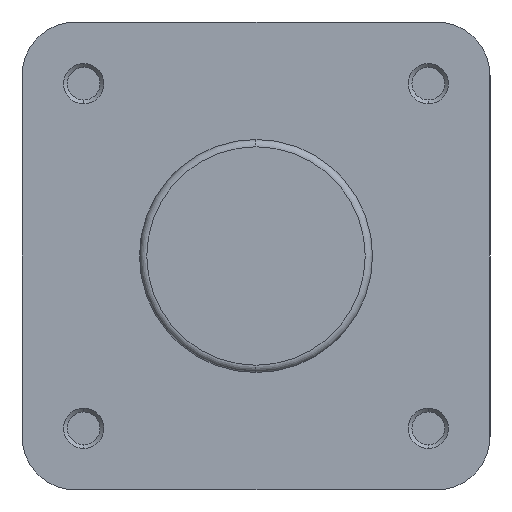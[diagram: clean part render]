
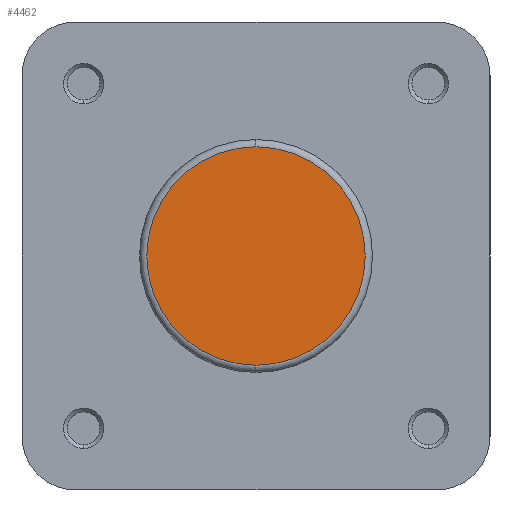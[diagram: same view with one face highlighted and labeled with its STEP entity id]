
A CAD part, left-side view. The second image highlights one B-rep face of the part: STEP entity #4462.
In plain terms, the highlighted planar face has unit normal (-1, 0, 0).
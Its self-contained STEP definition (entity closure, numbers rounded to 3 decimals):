
#5 = CARTESIAN_POINT ( 'NONE',  ( 0., 0., 0. ) ) ;
#6 = DIRECTION ( 'NONE',  ( -1., 0., 0. ) ) ;
#7 = DIRECTION ( 'NONE',  ( 0., 0., -1. ) ) ;
#432 = CARTESIAN_POINT ( 'NONE',  ( 0., 0., -22.4 ) ) ;
#445 = CARTESIAN_POINT ( 'NONE',  ( 0., 0., 22.4 ) ) ;
#956 = CARTESIAN_POINT ( 'NONE',  ( 0., 23.9, 0. ) ) ;
#957 = PLANE ( 'NONE',  #4864 ) ;
#959 = DIRECTION ( 'NONE',  ( 1., 0., 0. ) ) ;
#960 = DIRECTION ( 'NONE',  ( 0., 0., -1. ) ) ;
#1364 = EDGE_CURVE ( 'NONE', #3272, #3285, #4177, .T. ) ;
#1626 = EDGE_LOOP ( 'NONE', ( #3984, #3985 ) ) ;
#1926 = FACE_OUTER_BOUND ( 'NONE', #1626, .T. ) ;
#2149 = CIRCLE ( 'NONE', #4972, 22.4 ) ;
#2479 = CARTESIAN_POINT ( 'NONE',  ( 0., 0., 0. ) ) ;
#2487 = DIRECTION ( 'NONE',  ( -1., 0., 0. ) ) ;
#2488 = DIRECTION ( 'NONE',  ( 0., 0., -1. ) ) ;
#3272 = VERTEX_POINT ( 'NONE', #432 ) ;
#3285 = VERTEX_POINT ( 'NONE', #445 ) ;
#3984 = ORIENTED_EDGE ( 'NONE', *, *, #1364, .T. ) ;
#3985 = ORIENTED_EDGE ( 'NONE', *, *, #4573, .T. ) ;
#4177 = CIRCLE ( 'NONE', #4666, 22.4 ) ;
#4462 = ADVANCED_FACE ( 'NONE', ( #1926 ), #957, .F. ) ;
#4573 = EDGE_CURVE ( 'NONE', #3285, #3272, #2149, .T. ) ;
#4666 = AXIS2_PLACEMENT_3D ( 'NONE', #5, #6, #7 ) ;
#4864 = AXIS2_PLACEMENT_3D ( 'NONE', #956, #959, #960 ) ;
#4972 = AXIS2_PLACEMENT_3D ( 'NONE', #2479, #2487, #2488 ) ;
